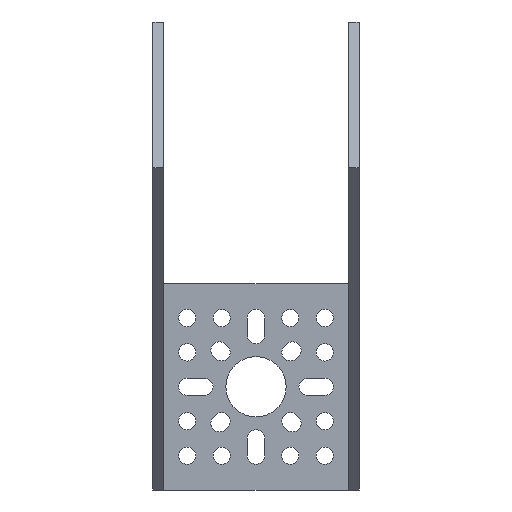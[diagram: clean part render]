
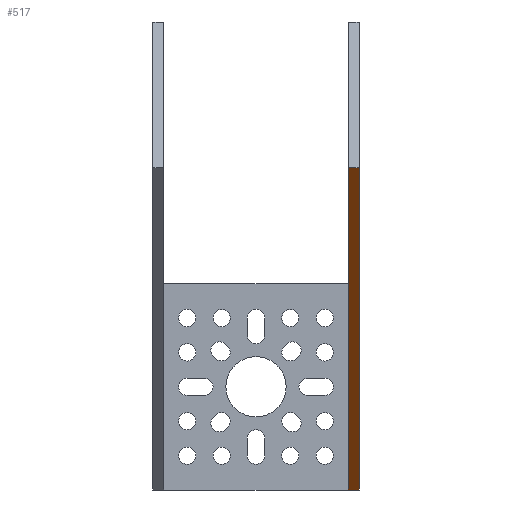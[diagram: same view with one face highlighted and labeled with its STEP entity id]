
A CAD part, front view. The second image highlights one B-rep face of the part: STEP entity #517.
In plain terms, the highlighted planar face has unit normal (0, -0.707, -0.707).
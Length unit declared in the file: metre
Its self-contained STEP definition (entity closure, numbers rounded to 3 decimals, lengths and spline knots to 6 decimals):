
#517 = ADVANCED_FACE( 'NONE', ( #1335 ), #1336, .T. );
#1335 = FACE_OUTER_BOUND( '', #2570, .T. );
#1336 = PLANE( '', #2571 );
#2570 = EDGE_LOOP( '', ( #4296, #4297, #4298, #4299 ) );
#2571 = AXIS2_PLACEMENT_3D( '', #4300, #4301, #4302 );
#4296 = ORIENTED_EDGE( '', *, *, #6843, .F. );
#4297 = ORIENTED_EDGE( '', *, *, #6844, .F. );
#4298 = ORIENTED_EDGE( '', *, *, #6845, .T. );
#4299 = ORIENTED_EDGE( '', *, *, #6790, .T. );
#4300 = CARTESIAN_POINT( '', ( 0.0215, -0.106353, 0.050912 ) );
#4301 = DIRECTION( '', ( 0., -0.707, -0.707 ) );
#4302 = DIRECTION( '', ( 0., 0.707, -0.707 ) );
#6790 = EDGE_CURVE( 'NONE', #8290, #8288, #8291, .T. );
#6843 = EDGE_CURVE( 'NONE', #8368, #8288, #8369, .T. );
#6844 = EDGE_CURVE( 'NONE', #8370, #8368, #8371, .T. );
#6845 = EDGE_CURVE( 'NONE', #8370, #8290, #8372, .T. );
#8288 = VERTEX_POINT( 'NONE', #10243 );
#8290 = VERTEX_POINT( 'NONE', #10246 );
#8291 = LINE( '', #10247, #10248 );
#8368 = VERTEX_POINT( 'NONE', #10351 );
#8369 = LINE( '', #10352, #10353 );
#8370 = VERTEX_POINT( 'NONE', #10354 );
#8371 = LINE( '', #10355, #10356 );
#8372 = LINE( '', #10357, #10358 );
#10243 = CARTESIAN_POINT( '', ( 0.024, -0.031441, -0.024 ) );
#10246 = CARTESIAN_POINT( '', ( 0.0215, -0.031441, -0.024 ) );
#10247 = CARTESIAN_POINT( '', ( 0.0215, -0.031441, -0.024 ) );
#10248 = VECTOR( '', #12215, 1. );
#10351 = CARTESIAN_POINT( '', ( 0.024, -0.106353, 0.050912 ) );
#10352 = CARTESIAN_POINT( '', ( 0.024, -0.106353, 0.050912 ) );
#10353 = VECTOR( '', #12275, 1. );
#10354 = CARTESIAN_POINT( '', ( 0.0215, -0.106353, 0.050912 ) );
#10355 = CARTESIAN_POINT( '', ( 0.0215, -0.106353, 0.050912 ) );
#10356 = VECTOR( '', #12276, 1. );
#10357 = CARTESIAN_POINT( '', ( 0.0215, -0.106353, 0.050912 ) );
#10358 = VECTOR( '', #12277, 1. );
#12215 = DIRECTION( '', ( 1., 0., 0. ) );
#12275 = DIRECTION( '', ( 0., 0.707, -0.707 ) );
#12276 = DIRECTION( '', ( 1., 0., 0. ) );
#12277 = DIRECTION( '', ( 0., 0.707, -0.707 ) );
